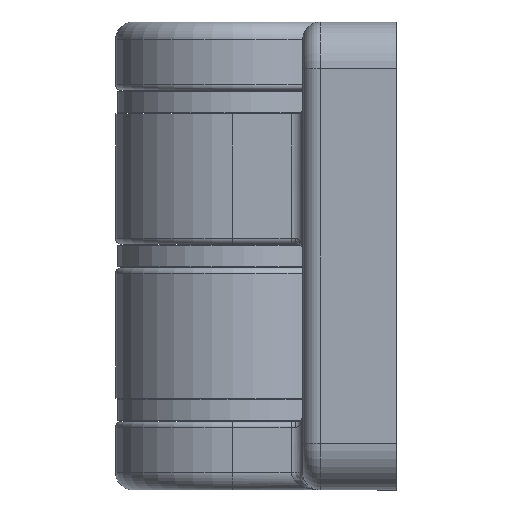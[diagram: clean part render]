
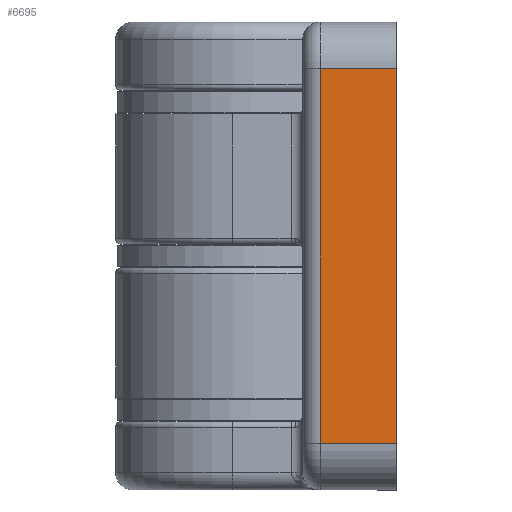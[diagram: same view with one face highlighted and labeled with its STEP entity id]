
A CAD part, left-side view. The second image highlights one B-rep face of the part: STEP entity #6695.
In plain terms, the highlighted planar face has unit normal (-1, 0, 0).
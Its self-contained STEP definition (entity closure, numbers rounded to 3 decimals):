
#297 = VECTOR ( 'NONE', #2734, 1000. ) ;
#530 = LINE ( 'NONE', #922, #7062 ) ;
#612 = DIRECTION ( 'NONE',  ( 0., 0., 1. ) ) ;
#637 = EDGE_LOOP ( 'NONE', ( #5181, #5229, #5253, #5278 ) ) ;
#922 = CARTESIAN_POINT ( 'NONE',  ( -37., -14., -20. ) ) ;
#981 = DIRECTION ( 'NONE',  ( 0., 1., 0. ) ) ;
#1030 = CARTESIAN_POINT ( 'NONE',  ( -37., -6., 16. ) ) ;
#1160 = LINE ( 'NONE', #2743, #297 ) ;
#1316 = EDGE_CURVE ( 'NONE', #2988, #7300, #2986, .T. ) ;
#1409 = LINE ( 'NONE', #1030, #1449 ) ;
#1449 = VECTOR ( 'NONE', #981, 1000. ) ;
#1607 = FACE_OUTER_BOUND ( 'NONE', #637, .T. ) ;
#2032 = CARTESIAN_POINT ( 'NONE',  ( -37., -7.5, 16. ) ) ;
#2189 = VERTEX_POINT ( 'NONE', #4977 ) ;
#2734 = DIRECTION ( 'NONE',  ( 0., -1., 0. ) ) ;
#2743 = CARTESIAN_POINT ( 'NONE',  ( -37., -14., -16. ) ) ;
#2948 = VECTOR ( 'NONE', #6146, 1000. ) ;
#2986 = LINE ( 'NONE', #3695, #2948 ) ;
#2988 = VERTEX_POINT ( 'NONE', #2032 ) ;
#3061 = AXIS2_PLACEMENT_3D ( 'NONE', #6023, #6032, #5978 ) ;
#3398 = CARTESIAN_POINT ( 'NONE',  ( -37., -7.5, -16. ) ) ;
#3695 = CARTESIAN_POINT ( 'NONE',  ( -37., -7.5, -20. ) ) ;
#4977 = CARTESIAN_POINT ( 'NONE',  ( -37., -14., -16. ) ) ;
#5181 = ORIENTED_EDGE ( 'NONE', *, *, #5786, .T. ) ;
#5229 = ORIENTED_EDGE ( 'NONE', *, *, #1316, .T. ) ;
#5253 = ORIENTED_EDGE ( 'NONE', *, *, #5324, .T. ) ;
#5278 = ORIENTED_EDGE ( 'NONE', *, *, #6294, .T. ) ;
#5324 = EDGE_CURVE ( 'NONE', #7300, #2189, #1160, .T. ) ;
#5786 = EDGE_CURVE ( 'NONE', #6515, #2988, #1409, .T. ) ;
#5978 = DIRECTION ( 'NONE',  ( 0., 0., 1. ) ) ;
#5989 = PLANE ( 'NONE',  #3061 ) ;
#6023 = CARTESIAN_POINT ( 'NONE',  ( -37., -6., -20. ) ) ;
#6032 = DIRECTION ( 'NONE',  ( -1., 0., 0. ) ) ;
#6146 = DIRECTION ( 'NONE',  ( 0., 0., -1. ) ) ;
#6294 = EDGE_CURVE ( 'NONE', #2189, #6515, #530, .T. ) ;
#6515 = VERTEX_POINT ( 'NONE', #6791 ) ;
#6695 = ADVANCED_FACE ( 'NONE', ( #1607 ), #5989, .T. ) ;
#6791 = CARTESIAN_POINT ( 'NONE',  ( -37., -14., 16. ) ) ;
#7062 = VECTOR ( 'NONE', #612, 1000. ) ;
#7300 = VERTEX_POINT ( 'NONE', #3398 ) ;
